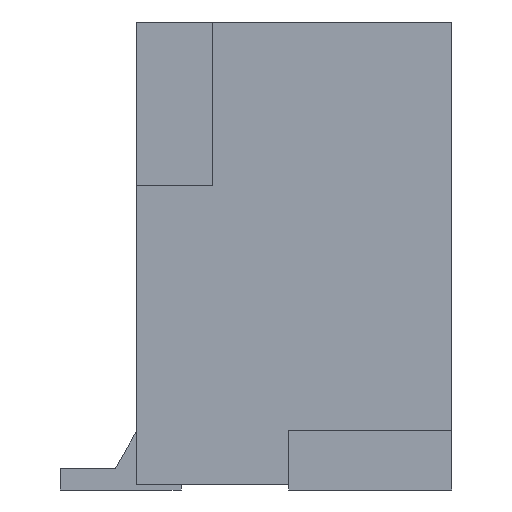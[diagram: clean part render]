
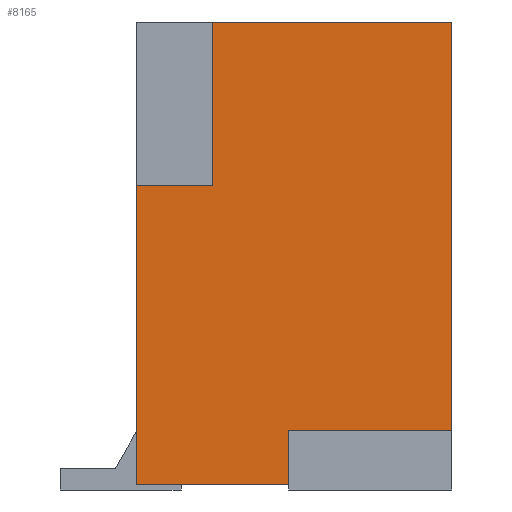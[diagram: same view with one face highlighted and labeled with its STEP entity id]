
A CAD part, left-side view. The second image highlights one B-rep face of the part: STEP entity #8165.
In plain terms, the highlighted planar face has unit normal (-1, 0, 0).
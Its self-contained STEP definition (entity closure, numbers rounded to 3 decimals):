
#11 = VERTEX_POINT ( 'NONE', #5088 ) ;
#345 = ORIENTED_EDGE ( 'NONE', *, *, #7356, .F. ) ;
#410 = CARTESIAN_POINT ( 'NONE',  ( -4., 1.45, 2.75 ) ) ;
#606 = EDGE_CURVE ( 'NONE', #10102, #6801, #11729, .T. ) ;
#805 = DIRECTION ( 'NONE',  ( 0., -1., 0. ) ) ;
#1391 = CARTESIAN_POINT ( 'NONE',  ( -4., 0.75, 2.75 ) ) ;
#2285 = DIRECTION ( 'NONE',  ( 0., -1., 0. ) ) ;
#2637 = ORIENTED_EDGE ( 'NONE', *, *, #4348, .T. ) ;
#2877 = ORIENTED_EDGE ( 'NONE', *, *, #606, .F. ) ;
#3711 = CARTESIAN_POINT ( 'NONE',  ( -4., 0.75, 2.75 ) ) ;
#3843 = DIRECTION ( 'NONE',  ( 0., -1., 0. ) ) ;
#4216 = LINE ( 'NONE', #13634, #15273 ) ;
#4348 = EDGE_CURVE ( 'NONE', #11, #6801, #5912, .T. ) ;
#4411 = EDGE_CURVE ( 'NONE', #10102, #16620, #8841, .T. ) ;
#4465 = VECTOR ( 'NONE', #805, 1000. ) ;
#4836 = DIRECTION ( 'NONE',  ( 0., 0., -1. ) ) ;
#5022 = VERTEX_POINT ( 'NONE', #410 ) ;
#5038 = VECTOR ( 'NONE', #14151, 1000. ) ;
#5088 = CARTESIAN_POINT ( 'NONE',  ( -4., 1.45, 0. ) ) ;
#5163 = PLANE ( 'NONE',  #7077 ) ;
#5912 = LINE ( 'NONE', #16698, #8996 ) ;
#5981 = CARTESIAN_POINT ( 'NONE',  ( -4., 0.75, 4.25 ) ) ;
#6111 = EDGE_LOOP ( 'NONE', ( #2877, #13367, #11097, #10511, #13370, #345, #6427, #2637 ) ) ;
#6183 = VERTEX_POINT ( 'NONE', #5981 ) ;
#6427 = ORIENTED_EDGE ( 'NONE', *, *, #14362, .T. ) ;
#6437 = LINE ( 'NONE', #3711, #5038 ) ;
#6801 = VERTEX_POINT ( 'NONE', #7056 ) ;
#6947 = VERTEX_POINT ( 'NONE', #14918 ) ;
#7056 = CARTESIAN_POINT ( 'NONE',  ( -4., 0.05, 0. ) ) ;
#7077 = AXIS2_PLACEMENT_3D ( 'NONE', #14445, #17449, #11653 ) ;
#7223 = CARTESIAN_POINT ( 'NONE',  ( -4., 1.45, 4.25 ) ) ;
#7356 = EDGE_CURVE ( 'NONE', #5022, #11946, #8632, .T. ) ;
#7492 = CARTESIAN_POINT ( 'NONE',  ( -4., 0.05, 0.5 ) ) ;
#8165 = ADVANCED_FACE ( 'NONE', ( #14536 ), #5163, .F. ) ;
#8632 = LINE ( 'NONE', #11650, #16794 ) ;
#8841 = LINE ( 'NONE', #7492, #4465 ) ;
#8970 = CARTESIAN_POINT ( 'NONE',  ( -4., 0.05, 0.5 ) ) ;
#8996 = VECTOR ( 'NONE', #9648, 1000. ) ;
#9648 = DIRECTION ( 'NONE',  ( 0., -1., 0. ) ) ;
#9786 = CARTESIAN_POINT ( 'NONE',  ( -4., 0.05, 0.5 ) ) ;
#10102 = VERTEX_POINT ( 'NONE', #9786 ) ;
#10511 = ORIENTED_EDGE ( 'NONE', *, *, #13033, .F. ) ;
#11097 = ORIENTED_EDGE ( 'NONE', *, *, #14550, .F. ) ;
#11650 = CARTESIAN_POINT ( 'NONE',  ( -4., 1.45, 2.75 ) ) ;
#11653 = DIRECTION ( 'NONE',  ( 0., 0., -1. ) ) ;
#11729 = LINE ( 'NONE', #8970, #16843 ) ;
#11946 = VERTEX_POINT ( 'NONE', #1391 ) ;
#12711 = VECTOR ( 'NONE', #3843, 1000. ) ;
#13033 = EDGE_CURVE ( 'NONE', #6183, #6947, #13344, .T. ) ;
#13344 = LINE ( 'NONE', #16038, #12711 ) ;
#13367 = ORIENTED_EDGE ( 'NONE', *, *, #4411, .T. ) ;
#13370 = ORIENTED_EDGE ( 'NONE', *, *, #15054, .F. ) ;
#13634 = CARTESIAN_POINT ( 'NONE',  ( -4., -1.45, 4.25 ) ) ;
#14108 = VECTOR ( 'NONE', #4836, 1000. ) ;
#14151 = DIRECTION ( 'NONE',  ( 0., 0., 1. ) ) ;
#14362 = EDGE_CURVE ( 'NONE', #5022, #11, #15616, .T. ) ;
#14445 = CARTESIAN_POINT ( 'NONE',  ( -4., -1.45, 4.25 ) ) ;
#14536 = FACE_OUTER_BOUND ( 'NONE', #6111, .T. ) ;
#14550 = EDGE_CURVE ( 'NONE', #6947, #16620, #4216, .T. ) ;
#14918 = CARTESIAN_POINT ( 'NONE',  ( -4., -1.45, 4.25 ) ) ;
#15054 = EDGE_CURVE ( 'NONE', #11946, #6183, #6437, .T. ) ;
#15255 = DIRECTION ( 'NONE',  ( 0., 0., -1. ) ) ;
#15273 = VECTOR ( 'NONE', #15255, 1000. ) ;
#15504 = CARTESIAN_POINT ( 'NONE',  ( -4., -1.45, 0.5 ) ) ;
#15616 = LINE ( 'NONE', #7223, #14108 ) ;
#15845 = DIRECTION ( 'NONE',  ( 0., 0., -1. ) ) ;
#16038 = CARTESIAN_POINT ( 'NONE',  ( -4., -1.45, 4.25 ) ) ;
#16620 = VERTEX_POINT ( 'NONE', #15504 ) ;
#16698 = CARTESIAN_POINT ( 'NONE',  ( -4., -1.45, 0. ) ) ;
#16794 = VECTOR ( 'NONE', #2285, 1000. ) ;
#16843 = VECTOR ( 'NONE', #15845, 1000. ) ;
#17449 = DIRECTION ( 'NONE',  ( 1., 0., 0. ) ) ;
